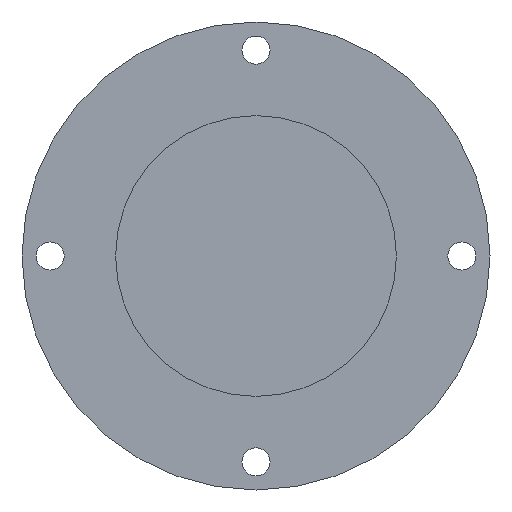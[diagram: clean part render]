
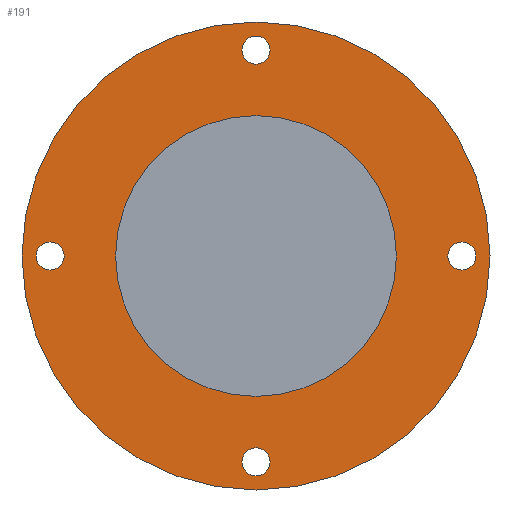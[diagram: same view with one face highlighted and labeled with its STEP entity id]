
A CAD part, front view. The second image highlights one B-rep face of the part: STEP entity #191.
In plain terms, the highlighted planar face has unit normal (0, -1, 0).
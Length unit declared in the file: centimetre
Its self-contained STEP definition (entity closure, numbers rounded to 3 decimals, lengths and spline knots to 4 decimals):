
#16=FACE_BOUND('',#44,.T.);
#17=FACE_BOUND('',#45,.T.);
#18=FACE_BOUND('',#46,.T.);
#19=FACE_BOUND('',#47,.T.);
#20=FACE_BOUND('',#48,.T.);
#26=PLANE('',#219);
#31=FACE_OUTER_BOUND('',#43,.T.);
#43=EDGE_LOOP('',(#139));
#44=EDGE_LOOP('',(#140));
#45=EDGE_LOOP('',(#141));
#46=EDGE_LOOP('',(#142));
#47=EDGE_LOOP('',(#143));
#48=EDGE_LOOP('',(#144));
#79=CIRCLE('',#218,0.075);
#80=CIRCLE('',#220,1.25);
#81=CIRCLE('',#221,0.075);
#82=CIRCLE('',#222,0.75);
#83=CIRCLE('',#223,0.075);
#84=CIRCLE('',#224,0.075);
#96=VERTEX_POINT('',#316);
#97=VERTEX_POINT('',#320);
#98=VERTEX_POINT('',#322);
#99=VERTEX_POINT('',#324);
#100=VERTEX_POINT('',#326);
#101=VERTEX_POINT('',#328);
#113=EDGE_CURVE('',#96,#96,#79,.T.);
#114=EDGE_CURVE('',#97,#97,#80,.T.);
#115=EDGE_CURVE('',#98,#98,#81,.T.);
#116=EDGE_CURVE('',#99,#99,#82,.T.);
#117=EDGE_CURVE('',#100,#100,#83,.T.);
#118=EDGE_CURVE('',#101,#101,#84,.T.);
#139=ORIENTED_EDGE('',*,*,#114,.F.);
#140=ORIENTED_EDGE('',*,*,#115,.F.);
#141=ORIENTED_EDGE('',*,*,#116,.T.);
#142=ORIENTED_EDGE('',*,*,#117,.T.);
#143=ORIENTED_EDGE('',*,*,#118,.F.);
#144=ORIENTED_EDGE('',*,*,#113,.F.);
#191=ADVANCED_FACE('',(#31,#16,#17,#18,#19,#20),#26,.F.);
#218=AXIS2_PLACEMENT_3D('',#318,#252,#253);
#219=AXIS2_PLACEMENT_3D('',#319,#254,#255);
#220=AXIS2_PLACEMENT_3D('',#321,#256,#257);
#221=AXIS2_PLACEMENT_3D('',#323,#258,#259);
#222=AXIS2_PLACEMENT_3D('',#325,#260,#261);
#223=AXIS2_PLACEMENT_3D('',#327,#262,#263);
#224=AXIS2_PLACEMENT_3D('',#329,#264,#265);
#252=DIRECTION('center_axis',(0.,-1.,0.));
#253=DIRECTION('ref_axis',(0.,0.,1.));
#254=DIRECTION('center_axis',(0.,1.,0.));
#255=DIRECTION('ref_axis',(1.,0.,0.));
#256=DIRECTION('center_axis',(0.,1.,0.));
#257=DIRECTION('ref_axis',(1.,0.,0.));
#258=DIRECTION('center_axis',(0.,-1.,0.));
#259=DIRECTION('ref_axis',(-1.,0.,0.));
#260=DIRECTION('center_axis',(0.,1.,0.));
#261=DIRECTION('ref_axis',(1.,0.,0.));
#262=DIRECTION('center_axis',(0.,1.,0.));
#263=DIRECTION('ref_axis',(1.,0.,0.));
#264=DIRECTION('center_axis',(0.,-1.,0.));
#265=DIRECTION('ref_axis',(0.,0.,-1.));
#316=CARTESIAN_POINT('',(3.6,-12.8825,19.7425));
#318=CARTESIAN_POINT('Origin',(3.6,-12.8825,19.8175));
#319=CARTESIAN_POINT('Origin',(2.5,-12.8825,19.8175));
#320=CARTESIAN_POINT('',(1.25,-12.8825,19.8175));
#321=CARTESIAN_POINT('Origin',(2.5,-12.8825,19.8175));
#322=CARTESIAN_POINT('',(2.575,-12.8825,20.9175));
#323=CARTESIAN_POINT('Origin',(2.5,-12.8825,20.9175));
#324=CARTESIAN_POINT('',(1.75,-12.8825,19.8175));
#325=CARTESIAN_POINT('Origin',(2.5,-12.8825,19.8175));
#326=CARTESIAN_POINT('',(2.425,-12.8825,18.7175));
#327=CARTESIAN_POINT('Origin',(2.5,-12.8825,18.7175));
#328=CARTESIAN_POINT('',(1.4,-12.8825,19.8925));
#329=CARTESIAN_POINT('Origin',(1.4,-12.8825,19.8175));
